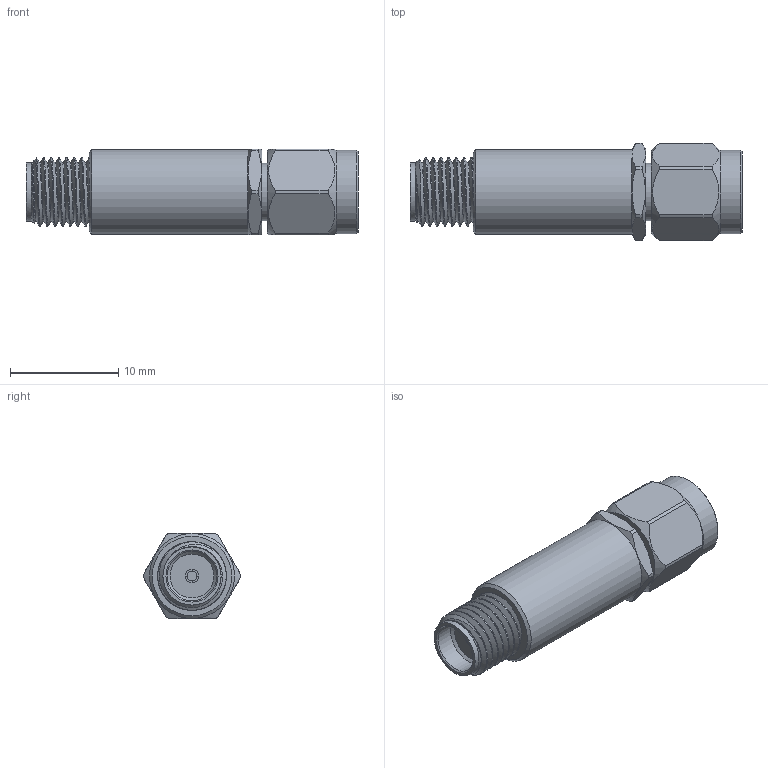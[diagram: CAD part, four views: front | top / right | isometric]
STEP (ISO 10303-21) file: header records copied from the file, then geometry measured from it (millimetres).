
FILE_DESCRIPTION (( 'STEP AP203' ), '1' );
FILE_NAME ('SMD0218.step', '2020-03-18T15:22:22', ( '' ), ( '' ), 'SwSTEP 2.0', 'SolidWorks 2018', '' );
FILE_SCHEMA (( 'CONFIG_CONTROL_DESIGN' ));
Length unit declared in the file: inch
Products named in the file (1): SMD0218
Bounding box: 30.73 x 8.99 x 7.94 mm (x, y, z)
Volume: 1255.8 mm3; surface area: 1181.2 mm2
Topology: 1 solids, 1 shells, 72 faces, 188 edges, 128 vertices
Faces by surface type: cylinder 30, plane 24, cone 11, bspline 7
Full cylindrical faces by diameter (mm): 0.94 x2, 1.194 x1, 1.27 x1, 4.445 x1, 4.572 x1, 5.334 x1, 5.385 x1, 6.35 x6, 7.762 x1, 7.874 x1
Entity records: 5482 total; most frequent: CARTESIAN_POINT 3976, ORIENTED_EDGE 304, DIRECTION 256, EDGE_CURVE 152, VERTEX_POINT 120, AXIS2_PLACEMENT_3D 116, EDGE_LOOP 98, FACE_OUTER_BOUND 78
